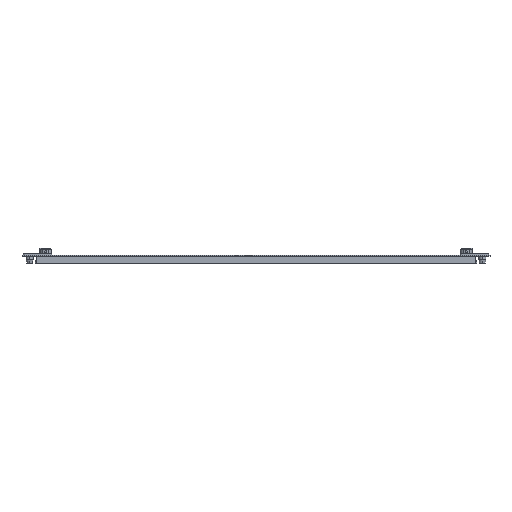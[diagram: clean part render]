
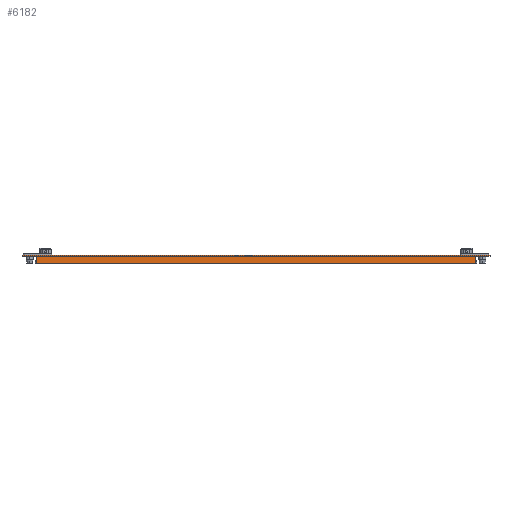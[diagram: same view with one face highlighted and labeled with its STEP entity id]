
A CAD part, front view. The second image highlights one B-rep face of the part: STEP entity #6182.
In plain terms, the highlighted face is planar.
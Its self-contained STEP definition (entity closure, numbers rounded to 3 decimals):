
#4624=DIRECTION('',(-1.,0.,0.));
#4625=VECTOR('',#4624,17.);
#4626=CARTESIAN_POINT('',(425.,175.,0.));
#4627=LINE('',#4626,#4625);
#4645=DIRECTION('',(-1.,0.,0.));
#4646=VECTOR('',#4645,17.);
#4647=CARTESIAN_POINT('',(-108.,175.,0.));
#4648=LINE('',#4647,#4646);
#4924=DIRECTION('',(0.,0.,-1.));
#4925=VECTOR('',#4924,1.);
#4926=CARTESIAN_POINT('',(425.,175.,1.));
#4927=LINE('',#4926,#4925);
#4938=DIRECTION('',(1.,0.,0.));
#4939=VECTOR('',#4938,550.);
#4940=CARTESIAN_POINT('',(-125.,175.,1.));
#4941=LINE('',#4940,#4939);
#5217=DIRECTION('',(1.,0.,0.));
#5218=VECTOR('',#5217,516.);
#5219=CARTESIAN_POINT('',(-108.,175.,-9.));
#5220=LINE('',#5219,#5218);
#5224=DIRECTION('',(0.,0.,-1.));
#5225=VECTOR('',#5224,1.);
#5226=CARTESIAN_POINT('',(-125.,175.,1.));
#5227=LINE('',#5226,#5225);
#5231=DIRECTION('',(0.,0.,-1.));
#5232=VECTOR('',#5231,9.);
#5233=CARTESIAN_POINT('',(-108.,175.,0.));
#5234=LINE('',#5233,#5232);
#5252=DIRECTION('',(0.,0.,-1.));
#5253=VECTOR('',#5252,9.);
#5254=CARTESIAN_POINT('',(408.,175.,0.));
#5255=LINE('',#5254,#5253);
#5694=CARTESIAN_POINT('',(425.,175.,0.));
#5696=VERTEX_POINT('',#5694);
#5697=CARTESIAN_POINT('',(408.,175.,0.));
#5698=VERTEX_POINT('',#5697);
#5703=CARTESIAN_POINT('',(-108.,175.,0.));
#5704=VERTEX_POINT('',#5703);
#5705=CARTESIAN_POINT('',(-125.,175.,0.));
#5706=VERTEX_POINT('',#5705);
#5793=CARTESIAN_POINT('',(-125.,175.,1.));
#5794=CARTESIAN_POINT('',(425.,175.,1.));
#5795=VERTEX_POINT('',#5793);
#5796=VERTEX_POINT('',#5794);
#5853=CARTESIAN_POINT('',(-108.,175.,-9.));
#5854=CARTESIAN_POINT('',(408.,175.,-9.));
#5855=VERTEX_POINT('',#5853);
#5856=VERTEX_POINT('',#5854);
#6163=CARTESIAN_POINT('',(125.,175.,0.));
#6164=DIRECTION('',(0.,1.,0.));
#6165=DIRECTION('',(-1.,0.,0.));
#6166=AXIS2_PLACEMENT_3D('',#6163,#6164,#6165);
#6167=PLANE('',#6166);
#6169=ORIENTED_EDGE('',*,*,#6168,.T.);
#6171=ORIENTED_EDGE('',*,*,#6170,.F.);
#6172=ORIENTED_EDGE('',*,*,#5908,.F.);
#6173=ORIENTED_EDGE('',*,*,#6040,.F.);
#6174=ORIENTED_EDGE('',*,*,#6053,.F.);
#6176=ORIENTED_EDGE('',*,*,#6175,.T.);
#6177=ORIENTED_EDGE('',*,*,#5916,.F.);
#6179=ORIENTED_EDGE('',*,*,#6178,.T.);
#6180=EDGE_LOOP('',(#6169,#6171,#6172,#6173,#6174,#6176,#6177,#6179));
#6181=FACE_OUTER_BOUND('',#6180,.F.);
#5908=EDGE_CURVE('',#5696,#5698,#4627,.T.);
#5916=EDGE_CURVE('',#5704,#5706,#4648,.T.);
#6040=EDGE_CURVE('',#5796,#5696,#4927,.T.);
#6053=EDGE_CURVE('',#5795,#5796,#4941,.T.);
#6168=EDGE_CURVE('',#5855,#5856,#5220,.T.);
#6170=EDGE_CURVE('',#5698,#5856,#5255,.T.);
#6175=EDGE_CURVE('',#5795,#5706,#5227,.T.);
#6178=EDGE_CURVE('',#5704,#5855,#5234,.T.);
#6182=ADVANCED_FACE('',(#6181),#6167,.T.);
